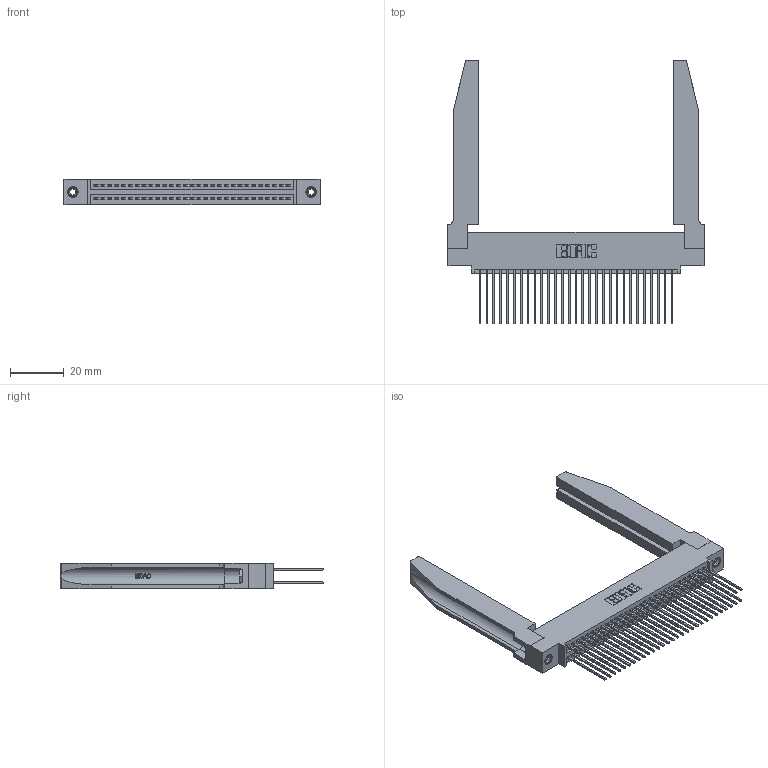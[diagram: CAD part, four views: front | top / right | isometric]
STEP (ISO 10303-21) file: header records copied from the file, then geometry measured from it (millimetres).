
FILE_DESCRIPTION (( 'STEP AP203' ), '1' );
FILE_NAME ('395-058-541-578.STEP', '2019-10-23T12:19:05', ( '' ), ( '' ), 'SwSTEP 2.0', 'SolidWorks 2016', '' );
FILE_SCHEMA (( 'CONFIG_CONTROL_DESIGN' ));
Length unit declared in the file: inch
Products named in the file (5): 345 Part_0.110 Offset - 0.156 Dia-TH; 345-292-001_345-293-141; 345-250-001_345-250-001-102; 345-220-078_345-220-078; 395-058-541-578
Assembly tree (63 placements, depth 2):
  395-058-541-578
    345 Part_0.110 Offset - 0.156 Dia-TH
    345-292-001_345-293-141  x58
    345-250-001_345-250-001-102  x2
    345-220-078_345-220-078  x2
Bounding box: 94.89 x 97.71 x 9.4 mm (x, y, z)
Volume: 17127.3 mm3; surface area: 22074.7 mm2
Topology: 63 solids, 63 shells, 3264 faces, 9603 edges, 6314 vertices
Faces by surface type: plane 2140, cylinder 1072, bspline 36, cone 12, torus 4
Entity records: 29394 total; most frequent: CARTESIAN_POINT 5859, ORIENTED_EDGE 4690, DIRECTION 4175, EDGE_CURVE 2345, LINE 2003, VECTOR 2003, VERTEX_POINT 1556, AXIS2_PLACEMENT_3D 1086
